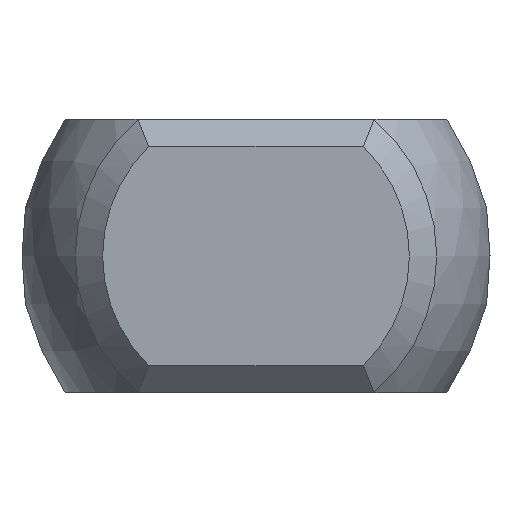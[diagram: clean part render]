
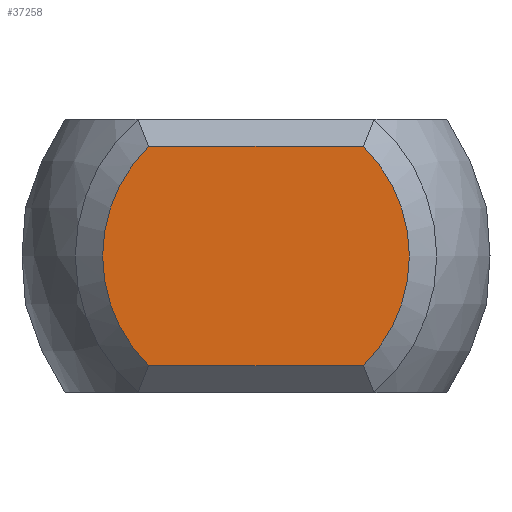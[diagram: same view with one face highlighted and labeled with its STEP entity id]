
A CAD part, left-side view. The second image highlights one B-rep face of the part: STEP entity #37258.
In plain terms, the highlighted planar face has unit normal (-1, 0, 0).
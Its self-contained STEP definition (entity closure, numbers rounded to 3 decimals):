
#34399 = PLANE('',#34400);
#34400 = AXIS2_PLACEMENT_3D('',#34401,#34402,#34403);
#34401 = CARTESIAN_POINT('',(-59.125,3.125,2.25));
#34402 = DIRECTION('',(0.707,0.,-0.707));
#34403 = DIRECTION('',(-0.707,0.,-0.707));
#36607 = EDGE_CURVE('',#36608,#36610,#36612,.T.);
#36608 = VERTEX_POINT('',#36609);
#36609 = CARTESIAN_POINT('',(-59.375,-1.96,-2.));
#36610 = VERTEX_POINT('',#36611);
#36611 = CARTESIAN_POINT('',(-59.375,-1.96,2.));
#36612 = SURFACE_CURVE('',#36613,(#36618,#36630),.PCURVE_S1.);
#36613 = CIRCLE('',#36614,2.8);
#36614 = AXIS2_PLACEMENT_3D('',#36615,#36616,#36617);
#36615 = CARTESIAN_POINT('',(-59.375,0.,0.));
#36616 = DIRECTION('',(-1.,0.,0.));
#36617 = DIRECTION('',(0.,-1.,0.));
#36618 = PCURVE('',#36619,#36624);
#36619 = CONICAL_SURFACE('',#36620,3.05,0.785);
#36620 = AXIS2_PLACEMENT_3D('',#36621,#36622,#36623);
#36621 = CARTESIAN_POINT('',(-59.125,0.,0.));
#36622 = DIRECTION('',(1.,0.,0.));
#36623 = DIRECTION('',(0.,-1.,0.));
#36624 = DEFINITIONAL_REPRESENTATION('',(#36625),#36629);
#36625 = LINE('',#36626,#36627);
#36626 = CARTESIAN_POINT('',(6.283,-0.25));
#36627 = VECTOR('',#36628,1.);
#36628 = DIRECTION('',(-1.,0.));
#36629 = ( GEOMETRIC_REPRESENTATION_CONTEXT(2) 
PARAMETRIC_REPRESENTATION_CONTEXT() REPRESENTATION_CONTEXT('2D SPACE',''
  ) );
#36630 = PCURVE('',#36631,#36636);
#36631 = PLANE('',#36632);
#36632 = AXIS2_PLACEMENT_3D('',#36633,#36634,#36635);
#36633 = CARTESIAN_POINT('',(-59.375,0.,0.));
#36634 = DIRECTION('',(1.,0.,0.));
#36635 = DIRECTION('',(0.,0.,-1.));
#36636 = DEFINITIONAL_REPRESENTATION('',(#36637),#36645);
#36637 = ( BOUNDED_CURVE() B_SPLINE_CURVE(2,(#36638,#36639,#36640,#36641
    ,#36642,#36643,#36644),.UNSPECIFIED.,.T.,.F.) 
B_SPLINE_CURVE_WITH_KNOTS((1,2,2,2,2,1),(-2.094,0.,
    2.094,4.189,6.283,8.378),
.UNSPECIFIED.) CURVE() GEOMETRIC_REPRESENTATION_ITEM() 
RATIONAL_B_SPLINE_CURVE((1.,0.5,1.,0.5,1.,0.5,1.)) REPRESENTATION_ITEM(
  '') );
#36638 = CARTESIAN_POINT('',(0.,-2.8));
#36639 = CARTESIAN_POINT('',(-4.85,-2.8));
#36640 = CARTESIAN_POINT('',(-2.425,1.4));
#36641 = CARTESIAN_POINT('',(0.,5.6));
#36642 = CARTESIAN_POINT('',(2.425,1.4));
#36643 = CARTESIAN_POINT('',(4.85,-2.8));
#36644 = CARTESIAN_POINT('',(0.,-2.8));
#36645 = ( GEOMETRIC_REPRESENTATION_CONTEXT(2) 
PARAMETRIC_REPRESENTATION_CONTEXT() REPRESENTATION_CONTEXT('2D SPACE',''
  ) );
#36663 = PLANE('',#36664);
#36664 = AXIS2_PLACEMENT_3D('',#36665,#36666,#36667);
#36665 = CARTESIAN_POINT('',(-59.125,-3.125,-2.25));
#36666 = DIRECTION('',(0.707,0.,0.707)
  );
#36667 = DIRECTION('',(0.707,0.,-0.707));
#36723 = EDGE_CURVE('',#36610,#36724,#36726,.T.);
#36724 = VERTEX_POINT('',#36725);
#36725 = CARTESIAN_POINT('',(-59.375,1.96,2.));
#36726 = SURFACE_CURVE('',#36727,(#36731,#36738),.PCURVE_S1.);
#36727 = LINE('',#36728,#36729);
#36728 = CARTESIAN_POINT('',(-59.375,3.125,2.));
#36729 = VECTOR('',#36730,1.);
#36730 = DIRECTION('',(0.,1.,0.));
#36731 = PCURVE('',#34399,#36732);
#36732 = DEFINITIONAL_REPRESENTATION('',(#36733),#36737);
#36733 = LINE('',#36734,#36735);
#36734 = CARTESIAN_POINT('',(0.354,0.));
#36735 = VECTOR('',#36736,1.);
#36736 = DIRECTION('',(0.,1.));
#36737 = ( GEOMETRIC_REPRESENTATION_CONTEXT(2) 
PARAMETRIC_REPRESENTATION_CONTEXT() REPRESENTATION_CONTEXT('2D SPACE',''
  ) );
#36738 = PCURVE('',#36631,#36739);
#36739 = DEFINITIONAL_REPRESENTATION('',(#36740),#36744);
#36740 = LINE('',#36741,#36742);
#36741 = CARTESIAN_POINT('',(-2.,3.125));
#36742 = VECTOR('',#36743,1.);
#36743 = DIRECTION('',(0.,1.));
#36744 = ( GEOMETRIC_REPRESENTATION_CONTEXT(2) 
PARAMETRIC_REPRESENTATION_CONTEXT() REPRESENTATION_CONTEXT('2D SPACE',''
  ) );
#36764 = CONICAL_SURFACE('',#36765,3.05,0.785);
#36765 = AXIS2_PLACEMENT_3D('',#36766,#36767,#36768);
#36766 = CARTESIAN_POINT('',(-59.125,0.,0.));
#36767 = DIRECTION('',(1.,0.,0.));
#36768 = DIRECTION('',(-0.,1.,0.));
#36778 = EDGE_CURVE('',#36724,#36779,#36781,.T.);
#36779 = VERTEX_POINT('',#36780);
#36780 = CARTESIAN_POINT('',(-59.375,1.96,-2.));
#36781 = SURFACE_CURVE('',#36782,(#36787,#36794),.PCURVE_S1.);
#36782 = CIRCLE('',#36783,2.8);
#36783 = AXIS2_PLACEMENT_3D('',#36784,#36785,#36786);
#36784 = CARTESIAN_POINT('',(-59.375,0.,0.));
#36785 = DIRECTION('',(-1.,0.,0.));
#36786 = DIRECTION('',(0.,1.,0.));
#36787 = PCURVE('',#36764,#36788);
#36788 = DEFINITIONAL_REPRESENTATION('',(#36789),#36793);
#36789 = LINE('',#36790,#36791);
#36790 = CARTESIAN_POINT('',(6.283,-0.25));
#36791 = VECTOR('',#36792,1.);
#36792 = DIRECTION('',(-1.,0.));
#36793 = ( GEOMETRIC_REPRESENTATION_CONTEXT(2) 
PARAMETRIC_REPRESENTATION_CONTEXT() REPRESENTATION_CONTEXT('2D SPACE',''
  ) );
#36794 = PCURVE('',#36631,#36795);
#36795 = DEFINITIONAL_REPRESENTATION('',(#36796),#36804);
#36796 = ( BOUNDED_CURVE() B_SPLINE_CURVE(2,(#36797,#36798,#36799,#36800
    ,#36801,#36802,#36803),.UNSPECIFIED.,.T.,.F.) 
B_SPLINE_CURVE_WITH_KNOTS((1,2,2,2,2,1),(-2.094,0.,
    2.094,4.189,6.283,8.378),
.UNSPECIFIED.) CURVE() GEOMETRIC_REPRESENTATION_ITEM() 
RATIONAL_B_SPLINE_CURVE((1.,0.5,1.,0.5,1.,0.5,1.)) REPRESENTATION_ITEM(
  '') );
#36797 = CARTESIAN_POINT('',(0.,2.8));
#36798 = CARTESIAN_POINT('',(4.85,2.8));
#36799 = CARTESIAN_POINT('',(2.425,-1.4));
#36800 = CARTESIAN_POINT('',(0.,-5.6));
#36801 = CARTESIAN_POINT('',(-2.425,-1.4));
#36802 = CARTESIAN_POINT('',(-4.85,2.8));
#36803 = CARTESIAN_POINT('',(0.,2.8));
#36804 = ( GEOMETRIC_REPRESENTATION_CONTEXT(2) 
PARAMETRIC_REPRESENTATION_CONTEXT() REPRESENTATION_CONTEXT('2D SPACE',''
  ) );
#36878 = EDGE_CURVE('',#36779,#36608,#36879,.T.);
#36879 = SURFACE_CURVE('',#36880,(#36884,#36891),.PCURVE_S1.);
#36880 = LINE('',#36881,#36882);
#36881 = CARTESIAN_POINT('',(-59.375,-3.125,-2.));
#36882 = VECTOR('',#36883,1.);
#36883 = DIRECTION('',(0.,-1.,0.));
#36884 = PCURVE('',#36663,#36885);
#36885 = DEFINITIONAL_REPRESENTATION('',(#36886),#36890);
#36886 = LINE('',#36887,#36888);
#36887 = CARTESIAN_POINT('',(-0.354,0.));
#36888 = VECTOR('',#36889,1.);
#36889 = DIRECTION('',(0.,-1.));
#36890 = ( GEOMETRIC_REPRESENTATION_CONTEXT(2) 
PARAMETRIC_REPRESENTATION_CONTEXT() REPRESENTATION_CONTEXT('2D SPACE',''
  ) );
#36891 = PCURVE('',#36631,#36892);
#36892 = DEFINITIONAL_REPRESENTATION('',(#36893),#36897);
#36893 = LINE('',#36894,#36895);
#36894 = CARTESIAN_POINT('',(2.,-3.125));
#36895 = VECTOR('',#36896,1.);
#36896 = DIRECTION('',(0.,-1.));
#36897 = ( GEOMETRIC_REPRESENTATION_CONTEXT(2) 
PARAMETRIC_REPRESENTATION_CONTEXT() REPRESENTATION_CONTEXT('2D SPACE',''
  ) );
#37258 = ADVANCED_FACE('',(#37259),#36631,.F.);
#37259 = FACE_BOUND('',#37260,.T.);
#37260 = EDGE_LOOP('',(#37261,#37262,#37263,#37264));
#37261 = ORIENTED_EDGE('',*,*,#36607,.T.);
#37262 = ORIENTED_EDGE('',*,*,#36723,.T.);
#37263 = ORIENTED_EDGE('',*,*,#36778,.T.);
#37264 = ORIENTED_EDGE('',*,*,#36878,.T.);
